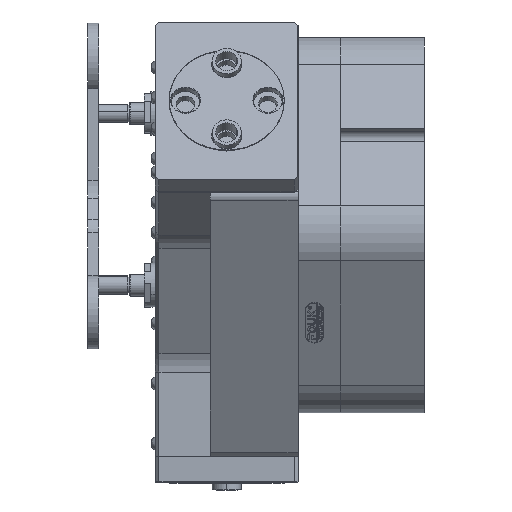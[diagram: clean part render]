
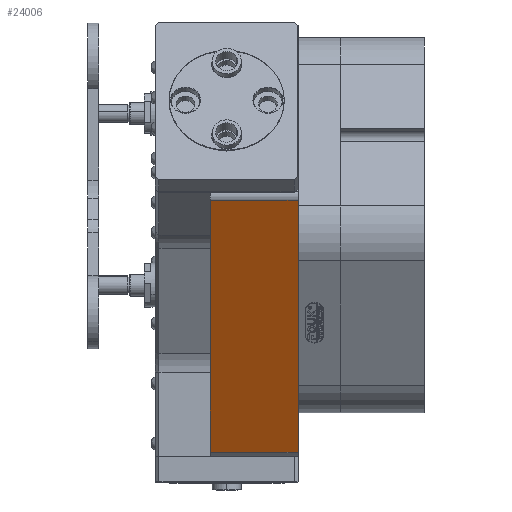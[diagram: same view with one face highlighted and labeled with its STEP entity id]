
A CAD part, left-side view. The second image highlights one B-rep face of the part: STEP entity #24006.
In plain terms, the highlighted planar face has unit normal (-0.866, 0, -0.5).
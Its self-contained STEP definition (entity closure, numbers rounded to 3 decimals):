
#598 = CARTESIAN_POINT ( 'NONE',  ( -53.405, 71., -122.5 ) ) ;
#797 = CARTESIAN_POINT ( 'NONE',  ( 0., 101., -215. ) ) ;
#1399 = ORIENTED_EDGE ( 'NONE', *, *, #9775, .T. ) ;
#2767 = AXIS2_PLACEMENT_3D ( 'NONE', #797, #36353, #47926 ) ;
#2869 = VERTEX_POINT ( 'NONE', #38355 ) ;
#9775 = EDGE_CURVE ( 'NONE', #18925, #42865, #50979, .T. ) ;
#10144 = VECTOR ( 'NONE', #32800, 1000. ) ;
#11404 = EDGE_LOOP ( 'NONE', ( #17850, #43940, #38911, #1399 ) ) ;
#11768 = FACE_OUTER_BOUND ( 'NONE', #11404, .T. ) ;
#11907 = EDGE_CURVE ( 'NONE', #50737, #42865, #35063, .T. ) ;
#17850 = ORIENTED_EDGE ( 'NONE', *, *, #11907, .F. ) ;
#18925 = VERTEX_POINT ( 'NONE', #598 ) ;
#24006 = ADVANCED_FACE ( 'NONE', ( #11768 ), #48262, .T. ) ;
#25022 = DIRECTION ( 'NONE',  ( 0., 1., 0. ) ) ;
#25762 = EDGE_CURVE ( 'NONE', #18925, #2869, #41507, .T. ) ;
#27153 = CARTESIAN_POINT ( 'NONE',  ( -132.791, 23., 15. ) ) ;
#28892 = CARTESIAN_POINT ( 'NONE',  ( -132.791, 101., 15. ) ) ;
#29119 = CARTESIAN_POINT ( 'NONE',  ( -93.098, 71., -53.75 ) ) ;
#32800 = DIRECTION ( 'NONE',  ( 0.5, 0., -0.866 ) ) ;
#33922 = CARTESIAN_POINT ( 'NONE',  ( -53.405, 101., -122.5 ) ) ;
#35063 = LINE ( 'NONE', #45119, #10144 ) ;
#36353 = DIRECTION ( 'NONE',  ( -0.866, 0., -0.5 ) ) ;
#36806 = DIRECTION ( 'NONE',  ( -0.5, 0., 0.866 ) ) ;
#37918 = DIRECTION ( 'NONE',  ( 0., -1., 0. ) ) ;
#38112 = LINE ( 'NONE', #28892, #42451 ) ;
#38355 = CARTESIAN_POINT ( 'NONE',  ( -132.791, 71., 15. ) ) ;
#38911 = ORIENTED_EDGE ( 'NONE', *, *, #25762, .F. ) ;
#40252 = VECTOR ( 'NONE', #36806, 1000. ) ;
#41507 = LINE ( 'NONE', #29119, #40252 ) ;
#42451 = VECTOR ( 'NONE', #25022, 1000. ) ;
#42865 = VERTEX_POINT ( 'NONE', #48438 ) ;
#43940 = ORIENTED_EDGE ( 'NONE', *, *, #48841, .T. ) ;
#44802 = VECTOR ( 'NONE', #37918, 1000. ) ;
#45119 = CARTESIAN_POINT ( 'NONE',  ( 0., 23., -215. ) ) ;
#47926 = DIRECTION ( 'NONE',  ( -0.5, 0., 0.866 ) ) ;
#48262 = PLANE ( 'NONE',  #2767 ) ;
#48438 = CARTESIAN_POINT ( 'NONE',  ( -53.405, 23., -122.5 ) ) ;
#48841 = EDGE_CURVE ( 'NONE', #50737, #2869, #38112, .T. ) ;
#50737 = VERTEX_POINT ( 'NONE', #27153 ) ;
#50979 = LINE ( 'NONE', #33922, #44802 ) ;
